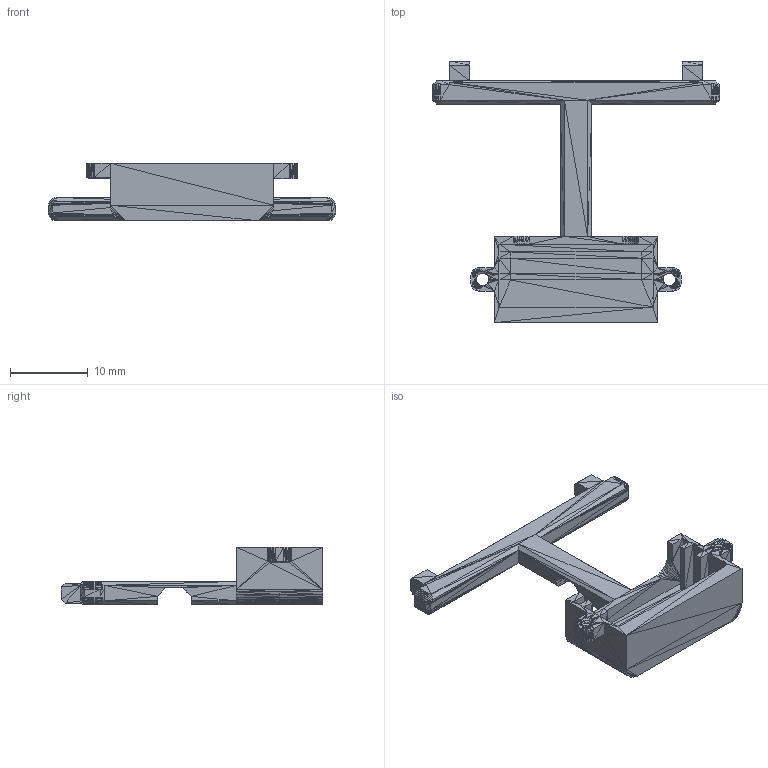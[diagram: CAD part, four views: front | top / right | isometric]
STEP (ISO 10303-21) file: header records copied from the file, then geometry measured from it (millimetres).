
FILE_DESCRIPTION((''),'2;1');
FILE_NAME('UWBHolderBottom', '2025-12-29T14:23:41', (''), (''), 'ImageToStl.com STEP Converter','', '');
FILE_SCHEMA(('AUTOMOTIVE_DESIGN_CC2'));
Length unit declared in the file: metre
Products named in the file (1): product0
Bounding box: 36.9 x 33.59 x 7.4 mm (x, y, z)
Surface area: 1992.6 mm2 (no closed solid volume)
Topology: 0 solids, 3178 shells, 3178 faces, 9534 edges, 1587 vertices
Faces by surface type: plane 3178
Entity records: 73125 total; most frequent: DIRECTION 15892, ORIENTED_EDGE 9534, EDGE_CURVE 9534, LINE 9534, VECTOR 9534, AXIS2_PLACEMENT_3D 3179, FACE_SURFACE 3178, PLANE 3178
